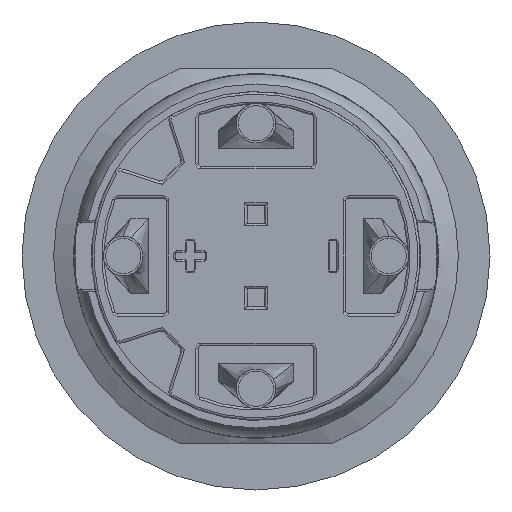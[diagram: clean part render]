
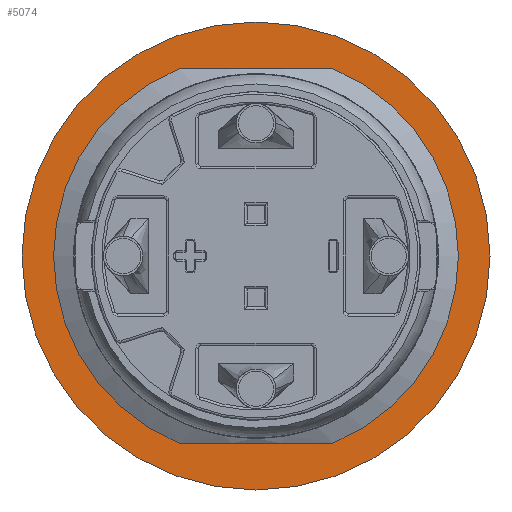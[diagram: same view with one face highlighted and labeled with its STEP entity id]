
A CAD part, front view. The second image highlights one B-rep face of the part: STEP entity #5074.
In plain terms, the highlighted planar face has unit normal (0, -1, 0).
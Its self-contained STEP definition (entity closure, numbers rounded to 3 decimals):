
#278=FACE_BOUND('',#909,.T.);
#580=FACE_OUTER_BOUND('',#908,.T.);
#908=EDGE_LOOP('',(#4635,#4636));
#909=EDGE_LOOP('',(#4637,#4638));
#1208=CIRCLE('',#5681,9.25);
#1209=CIRCLE('',#5682,9.25);
#1210=CIRCLE('',#5683,7.209);
#1211=CIRCLE('',#5684,7.209);
#2450=VERTEX_POINT('',#9377);
#2451=VERTEX_POINT('',#9378);
#2452=VERTEX_POINT('',#9381);
#2453=VERTEX_POINT('',#9382);
#3183=EDGE_CURVE('',#2450,#2451,#1208,.T.);
#3184=EDGE_CURVE('',#2451,#2450,#1209,.T.);
#3185=EDGE_CURVE('',#2452,#2453,#1210,.T.);
#3186=EDGE_CURVE('',#2453,#2452,#1211,.T.);
#4635=ORIENTED_EDGE('',*,*,#3183,.T.);
#4636=ORIENTED_EDGE('',*,*,#3184,.T.);
#4637=ORIENTED_EDGE('',*,*,#3185,.F.);
#4638=ORIENTED_EDGE('',*,*,#3186,.F.);
#4773=PLANE('',#5680);
#5074=ADVANCED_FACE('',(#580,#278),#4773,.T.);
#5680=AXIS2_PLACEMENT_3D('',#9376,#7244,#7245);
#5681=AXIS2_PLACEMENT_3D('',#9379,#7246,#7247);
#5682=AXIS2_PLACEMENT_3D('',#9380,#7248,#7249);
#5683=AXIS2_PLACEMENT_3D('',#9383,#7250,#7251);
#5684=AXIS2_PLACEMENT_3D('',#9384,#7252,#7253);
#7244=DIRECTION('center_axis',(0.,-1.,0.));
#7245=DIRECTION('ref_axis',(0.,0.,-1.));
#7246=DIRECTION('center_axis',(0.,-1.,0.));
#7247=DIRECTION('ref_axis',(1.,0.,0.));
#7248=DIRECTION('center_axis',(0.,-1.,0.));
#7249=DIRECTION('ref_axis',(1.,0.,0.));
#7250=DIRECTION('center_axis',(0.,-1.,0.));
#7251=DIRECTION('ref_axis',(1.,0.,0.));
#7252=DIRECTION('center_axis',(0.,-1.,0.));
#7253=DIRECTION('ref_axis',(1.,0.,0.));
#9376=CARTESIAN_POINT('Origin',(8.229,0.,0.));
#9377=CARTESIAN_POINT('',(9.25,0.,0.));
#9378=CARTESIAN_POINT('',(-9.25,0.,0.));
#9379=CARTESIAN_POINT('Origin',(0.,0.,0.));
#9380=CARTESIAN_POINT('Origin',(0.,0.,0.));
#9381=CARTESIAN_POINT('',(7.209,0.,0.));
#9382=CARTESIAN_POINT('',(-7.209,0.,0.));
#9383=CARTESIAN_POINT('Origin',(0.,0.,0.));
#9384=CARTESIAN_POINT('Origin',(0.,0.,0.));
